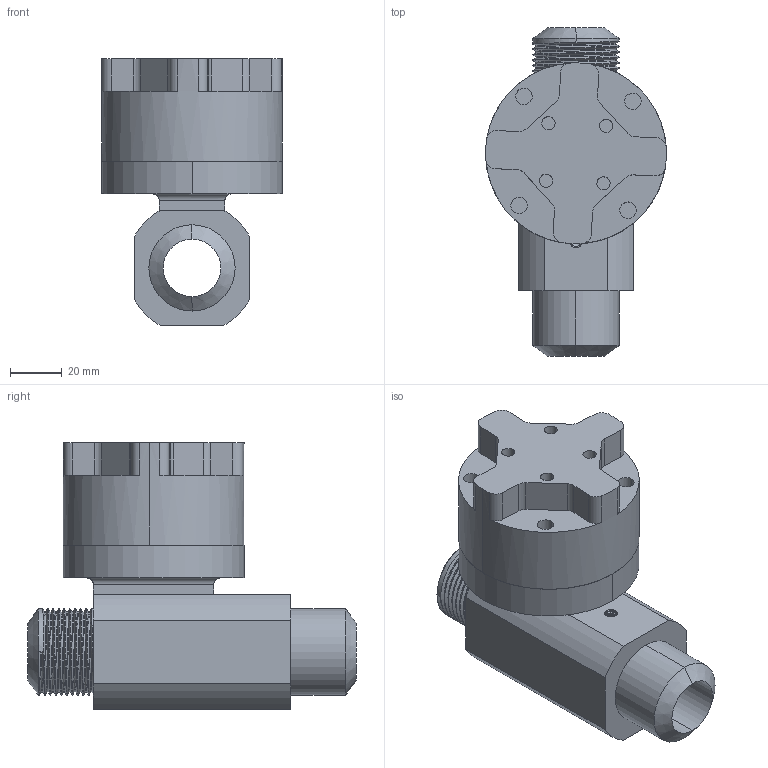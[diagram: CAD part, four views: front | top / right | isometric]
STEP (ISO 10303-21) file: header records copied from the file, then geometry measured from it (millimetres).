
FILE_DESCRIPTION (( 'STEP AP203' ), '1' );
FILE_NAME ('end_effector_assembly_mod.STEP', '2023-06-02T20:01:15', ( '' ), ( '' ), 'SwSTEP 2.0', 'SolidWorks 2022', '' );
FILE_SCHEMA (( 'CONFIG_CONTROL_DESIGN' ));
Length unit declared in the file: inch
Products named in the file (1): end_effector_assembly_mod
Bounding box: 69.85 x 127 x 103.12 mm (x, y, z)
Volume: 306014.8 mm3; surface area: 63183 mm2
Topology: 3 solids, 3 shells, 182 faces, 478 edges, 307 vertices
Faces by surface type: cylinder 121, plane 43, bspline 10, cone 8
Entity records: 10915 total; most frequent: CARTESIAN_POINT 6597, ORIENTED_EDGE 948, DIRECTION 837, EDGE_CURVE 474, AXIS2_PLACEMENT_3D 312, VERTEX_POINT 307, EDGE_LOOP 213, LINE 213
